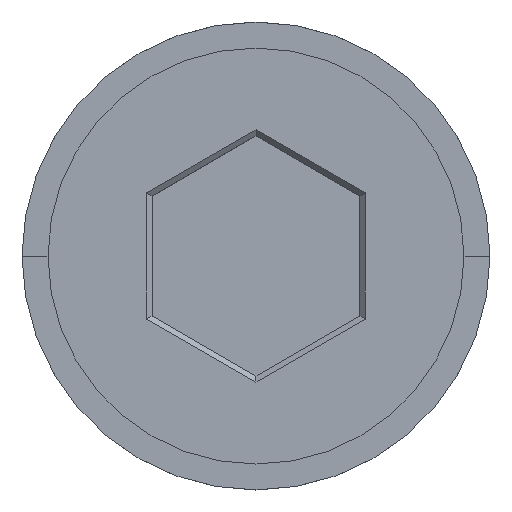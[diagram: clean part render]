
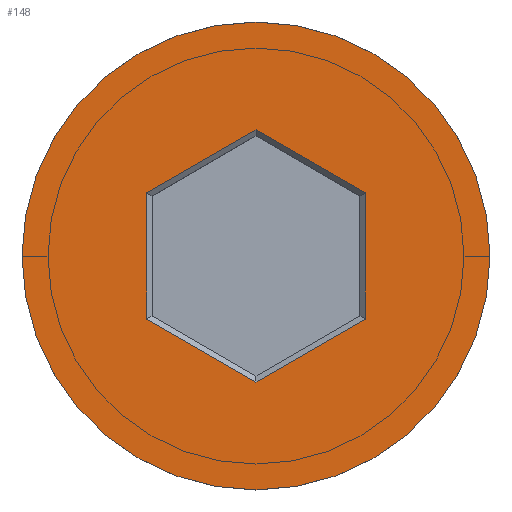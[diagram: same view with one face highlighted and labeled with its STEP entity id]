
A CAD part, top view. The second image highlights one B-rep face of the part: STEP entity #148.
In plain terms, the highlighted planar face has unit normal (0, 0, 1).
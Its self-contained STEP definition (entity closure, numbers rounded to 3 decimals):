
#12 = AXIS2_PLACEMENT_3D ( 'NONE', #581, #1525, #1398 ) ;
#28 = CARTESIAN_POINT ( 'NONE',  ( 2.1, -1.155, 0. ) ) ;
#57 = EDGE_CURVE ( 'NONE', #729, #1369, #1480, .T. ) ;
#99 = DIRECTION ( 'NONE',  ( 0., 1., 0. ) ) ;
#133 = EDGE_CURVE ( 'NONE', #1369, #729, #813, .T. ) ;
#141 = VERTEX_POINT ( 'NONE', #1160 ) ;
#143 = CARTESIAN_POINT ( 'NONE',  ( -2.1, 1.212, 0. ) ) ;
#148 = ADVANCED_FACE ( 'NONE', ( #423, #798 ), #348, .T. ) ;
#179 = CARTESIAN_POINT ( 'NONE',  ( 0., 0., 0. ) ) ;
#233 = ORIENTED_EDGE ( 'NONE', *, *, #57, .T. ) ;
#270 = DIRECTION ( 'NONE',  ( -0.866, 0.5, 0. ) ) ;
#292 = DIRECTION ( 'NONE',  ( -0.866, -0.5, 0. ) ) ;
#316 = EDGE_CURVE ( 'NONE', #141, #1169, #1412, .T. ) ;
#348 = PLANE ( 'NONE',  #1148 ) ;
#358 = DIRECTION ( 'NONE',  ( 1., 0., 0. ) ) ;
#389 = CARTESIAN_POINT ( 'NONE',  ( 2.05, 1.241, 0. ) ) ;
#408 = VECTOR ( 'NONE', #409, 1000. ) ;
#409 = DIRECTION ( 'NONE',  ( 0.866, 0.5, 0. ) ) ;
#423 = FACE_BOUND ( 'NONE', #722, .T. ) ;
#460 = EDGE_CURVE ( 'NONE', #1549, #606, #1451, .T. ) ;
#462 = CARTESIAN_POINT ( 'NONE',  ( -2.1, -1.212, 0. ) ) ;
#502 = DIRECTION ( 'NONE',  ( 0., -1., 0. ) ) ;
#541 = DIRECTION ( 'NONE',  ( 0.866, -0.5, 0. ) ) ;
#563 = CARTESIAN_POINT ( 'NONE',  ( 0.05, -2.396, 0. ) ) ;
#575 = CARTESIAN_POINT ( 'NONE',  ( 0., -2.425, 0. ) ) ;
#581 = CARTESIAN_POINT ( 'NONE',  ( 0., 0., 0. ) ) ;
#595 = ORIENTED_EDGE ( 'NONE', *, *, #316, .T. ) ;
#606 = VERTEX_POINT ( 'NONE', #143 ) ;
#622 = EDGE_CURVE ( 'NONE', #1564, #141, #1142, .T. ) ;
#658 = CARTESIAN_POINT ( 'NONE',  ( -4.5, 0., 0. ) ) ;
#685 = DIRECTION ( 'NONE',  ( 0., 0., 1. ) ) ;
#714 = AXIS2_PLACEMENT_3D ( 'NONE', #179, #685, #1175 ) ;
#722 = EDGE_LOOP ( 'NONE', ( #1425, #1266, #1475, #1375, #595, #1272 ) ) ;
#729 = VERTEX_POINT ( 'NONE', #1063 ) ;
#763 = LINE ( 'NONE', #1264, #408 ) ;
#765 = VECTOR ( 'NONE', #99, 1000. ) ;
#770 = VERTEX_POINT ( 'NONE', #1157 ) ;
#798 = FACE_OUTER_BOUND ( 'NONE', #1436, .T. ) ;
#813 = CIRCLE ( 'NONE', #12, 4.5 ) ;
#915 = VECTOR ( 'NONE', #292, 1000. ) ;
#948 = VECTOR ( 'NONE', #270, 1000. ) ;
#1007 = CARTESIAN_POINT ( 'NONE',  ( -2.05, -1.241, 0. ) ) ;
#1063 = CARTESIAN_POINT ( 'NONE',  ( 4.5, 0., 0. ) ) ;
#1084 = CARTESIAN_POINT ( 'NONE',  ( 0., 0., 0. ) ) ;
#1086 = ORIENTED_EDGE ( 'NONE', *, *, #133, .T. ) ;
#1097 = DIRECTION ( 'NONE',  ( 0., 0., 1. ) ) ;
#1137 = LINE ( 'NONE', #1007, #948 ) ;
#1142 = LINE ( 'NONE', #28, #1594 ) ;
#1148 = AXIS2_PLACEMENT_3D ( 'NONE', #1084, #1097, #358 ) ;
#1157 = CARTESIAN_POINT ( 'NONE',  ( 0., 2.425, 0. ) ) ;
#1160 = CARTESIAN_POINT ( 'NONE',  ( 2.1, -1.212, 0. ) ) ;
#1169 = VERTEX_POINT ( 'NONE', #575 ) ;
#1175 = DIRECTION ( 'NONE',  ( 1., 0., 0. ) ) ;
#1205 = VECTOR ( 'NONE', #541, 1000. ) ;
#1214 = CARTESIAN_POINT ( 'NONE',  ( -2.1, 1.155, 0. ) ) ;
#1255 = LINE ( 'NONE', #389, #1205 ) ;
#1264 = CARTESIAN_POINT ( 'NONE',  ( -0.05, 2.396, 0. ) ) ;
#1266 = ORIENTED_EDGE ( 'NONE', *, *, #1494, .T. ) ;
#1272 = ORIENTED_EDGE ( 'NONE', *, *, #1466, .T. ) ;
#1312 = CARTESIAN_POINT ( 'NONE',  ( 2.1, 1.212, 0. ) ) ;
#1357 = EDGE_CURVE ( 'NONE', #770, #1564, #1255, .T. ) ;
#1369 = VERTEX_POINT ( 'NONE', #658 ) ;
#1375 = ORIENTED_EDGE ( 'NONE', *, *, #622, .T. ) ;
#1398 = DIRECTION ( 'NONE',  ( 1., 0., 0. ) ) ;
#1412 = LINE ( 'NONE', #563, #915 ) ;
#1425 = ORIENTED_EDGE ( 'NONE', *, *, #460, .T. ) ;
#1436 = EDGE_LOOP ( 'NONE', ( #233, #1086 ) ) ;
#1451 = LINE ( 'NONE', #1214, #765 ) ;
#1466 = EDGE_CURVE ( 'NONE', #1169, #1549, #1137, .T. ) ;
#1475 = ORIENTED_EDGE ( 'NONE', *, *, #1357, .T. ) ;
#1480 = CIRCLE ( 'NONE', #714, 4.5 ) ;
#1494 = EDGE_CURVE ( 'NONE', #606, #770, #763, .T. ) ;
#1525 = DIRECTION ( 'NONE',  ( 0., 0., 1. ) ) ;
#1549 = VERTEX_POINT ( 'NONE', #462 ) ;
#1564 = VERTEX_POINT ( 'NONE', #1312 ) ;
#1594 = VECTOR ( 'NONE', #502, 1000. ) ;
